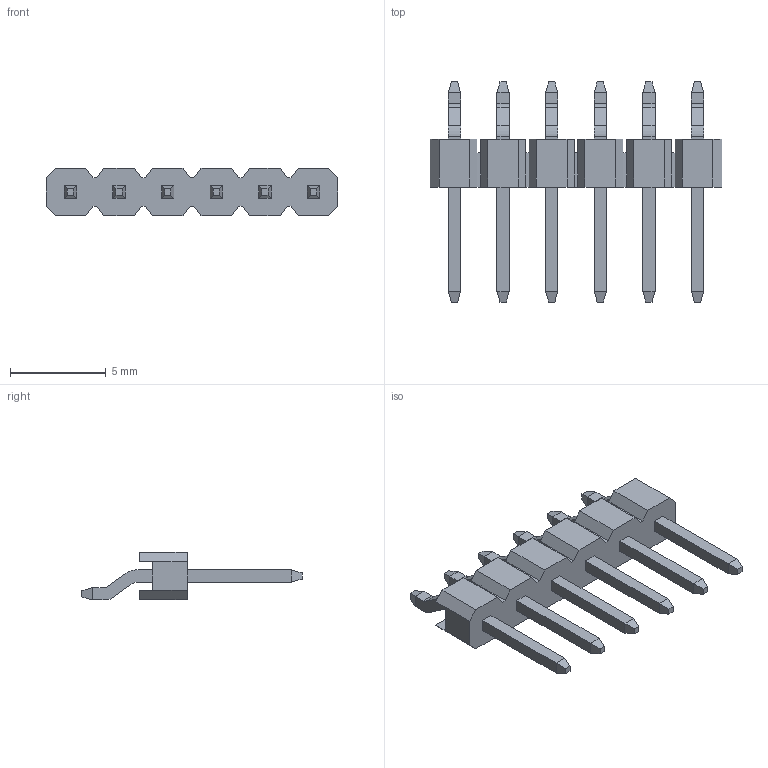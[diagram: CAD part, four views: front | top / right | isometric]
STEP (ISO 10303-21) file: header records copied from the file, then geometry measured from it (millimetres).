
FILE_DESCRIPTION(('STEP AP214'),'1');
FILE_NAME('pin_header_a-sl254-ea-g06mp1.stp','2017-04-01T08:34:53',('TraceParts'),('TraceParts S.A.'),'Spatial InterOp 3D',' ',' ');
FILE_SCHEMA(('automotive_design'));
Length unit declared in the file: millimetre
Products named in the file (1): pin_header_a-sl254-ea-g06mp1
Bounding box: 15.24 x 11.5 x 2.5 mm (x, y, z)
Volume: 94.3 mm3; surface area: 330.2 mm2
Topology: 1 solids, 1 shells, 230 faces, 576 edges, 360 vertices
Faces by surface type: plane 206, cylinder 24
Entity records: 8528 total; most frequent: CARTESIAN_POINT 1167, ORIENTED_EDGE 1152, DIRECTION 1086, EDGE_CURVE 576, LINE 528, VECTOR 528, VERTEX_POINT 360, AXIS2_PLACEMENT_3D 279
